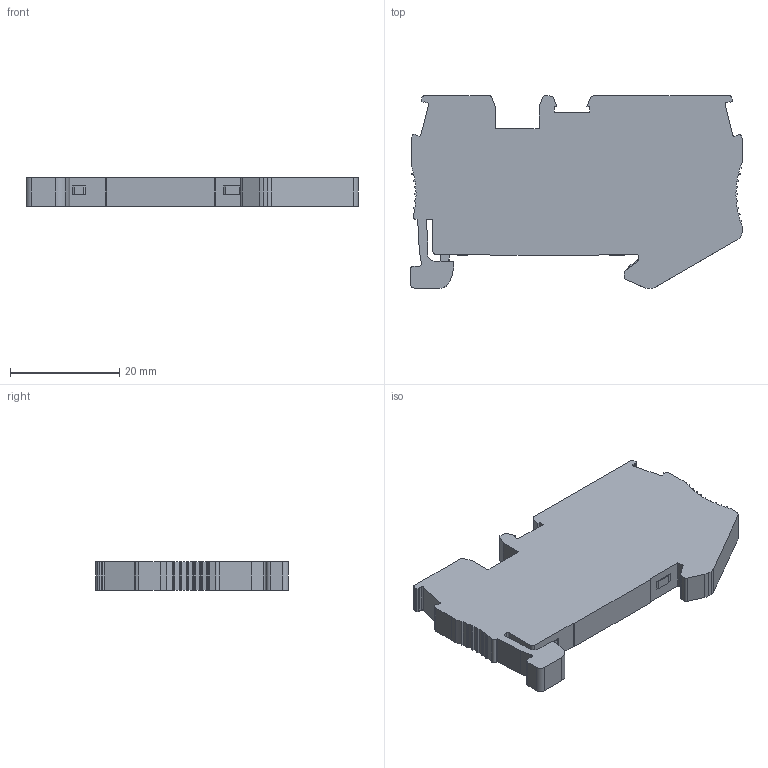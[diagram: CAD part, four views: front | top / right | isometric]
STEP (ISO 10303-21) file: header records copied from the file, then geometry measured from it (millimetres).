
FILE_DESCRIPTION((''),'2;1');
FILE_NAME('PRT0002','2022-05-16T',('ASUS'),(''),'PRO/ENGINEER BY PARAMETRIC TECHNOLOGY CORPORATION, 2013230','PRO/ENGINEER BY PARAMETRIC TECHNOLOGY CORPORATION, 2013230','');
FILE_SCHEMA(('CONFIG_CONTROL_DESIGN'));
Length unit declared in the file: millimetre
Products named in the file (1): PRT0002
Bounding box: 60.7 x 35.2 x 5.2 mm (x, y, z)
Volume: 8901.5 mm3; surface area: 4704.5 mm2
Topology: 1 solids, 1 shells, 177 faces, 519 edges, 346 vertices
Faces by surface type: plane 111, cylinder 66
Entity records: 5927 total; most frequent: CARTESIAN_POINT 1042, ORIENTED_EDGE 1038, DIRECTION 1005, EDGE_CURVE 519, VECTOR 387, LINE 387, VERTEX_POINT 346, AXIS2_PLACEMENT_3D 309
